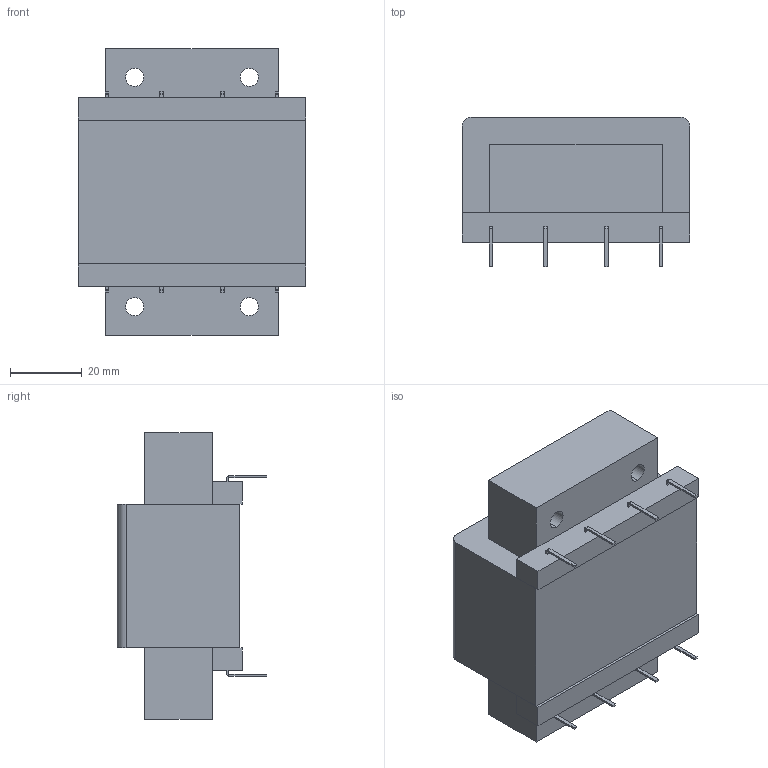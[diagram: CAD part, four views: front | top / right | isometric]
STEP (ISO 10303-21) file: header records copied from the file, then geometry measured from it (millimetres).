
FILE_DESCRIPTION (( 'STEP AP214' ), '1' );
FILE_NAME ('FP12-3800.STEP', '2014-04-29T09:27:28', ( '' ), ( '' ), 'SwSTEP 2.0', 'SolidWorks 2013', '' );
FILE_SCHEMA (( 'AUTOMOTIVE_DESIGN' ));
Length unit declared in the file: inch
Products named in the file (1): FP12-3800
Bounding box: 63.5 x 41.71 x 80.01 mm (x, y, z)
Volume: 128405.3 mm3; surface area: 20783.8 mm2
Topology: 1 solids, 1 shells, 336 faces, 908 edges, 604 vertices
Faces by surface type: plane 250, bspline 60, cylinder 26
Entity records: 17116 total; most frequent: CARTESIAN_POINT 4589, ORIENTED_EDGE 1816, DIRECTION 1394, EDGE_CURVE 908, VECTOR 736, LINE 736, VERTEX_POINT 604, EDGE_LOOP 374
